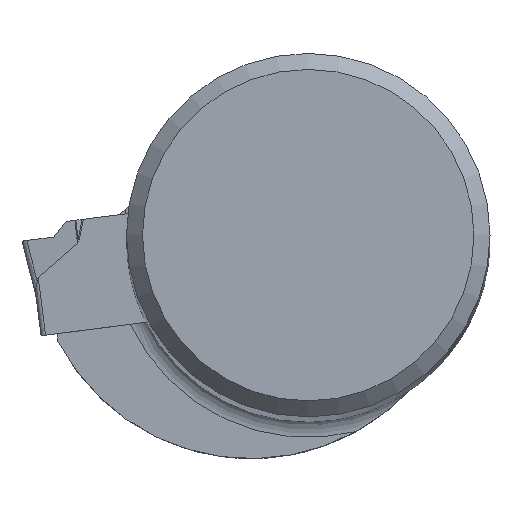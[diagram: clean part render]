
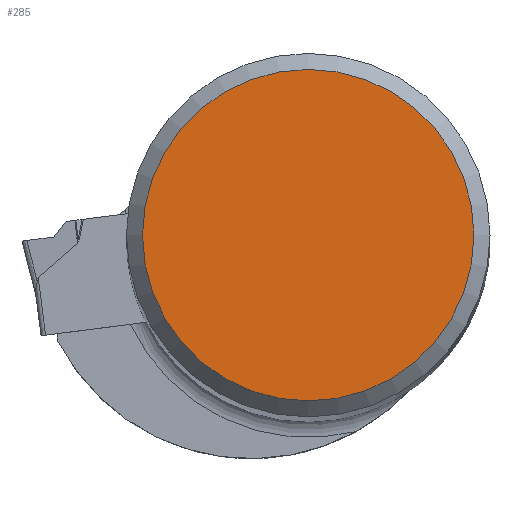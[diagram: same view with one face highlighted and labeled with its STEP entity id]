
A CAD part, top view. The second image highlights one B-rep face of the part: STEP entity #285.
In plain terms, the highlighted planar face has unit normal (0, 0, 1).
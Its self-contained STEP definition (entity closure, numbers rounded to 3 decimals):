
#178=FACE_OUTER_BOUND('',#917,.T.);
#285=ADVANCED_FACE('TB_BL_N10_SU6',(#178),#384,.T.);
#384=PLANE('',#2211);
#917=EDGE_LOOP('',(#1141));
#1141=ORIENTED_EDGE('',*,*,#1870,.T.);
#1652=VERTEX_POINT('',#3189);
#1870=EDGE_CURVE('',#1652,#1652,#2090,.T.);
#2090=CIRCLE('',#2210,7.238);
#2210=AXIS2_PLACEMENT_3D('',#3188,#2462,#2463);
#2211=AXIS2_PLACEMENT_3D('',#3190,#2464,#2465);
#2462=DIRECTION('',(0.,0.,1.));
#2463=DIRECTION('',(1.,0.,0.));
#2464=DIRECTION('',(0.,0.,1.));
#2465=DIRECTION('',(1.,0.,0.));
#3188=CARTESIAN_POINT('',(0.,0.,0.));
#3189=CARTESIAN_POINT('',(7.238,0.,0.));
#3190=CARTESIAN_POINT('',(0.,0.,0.));
